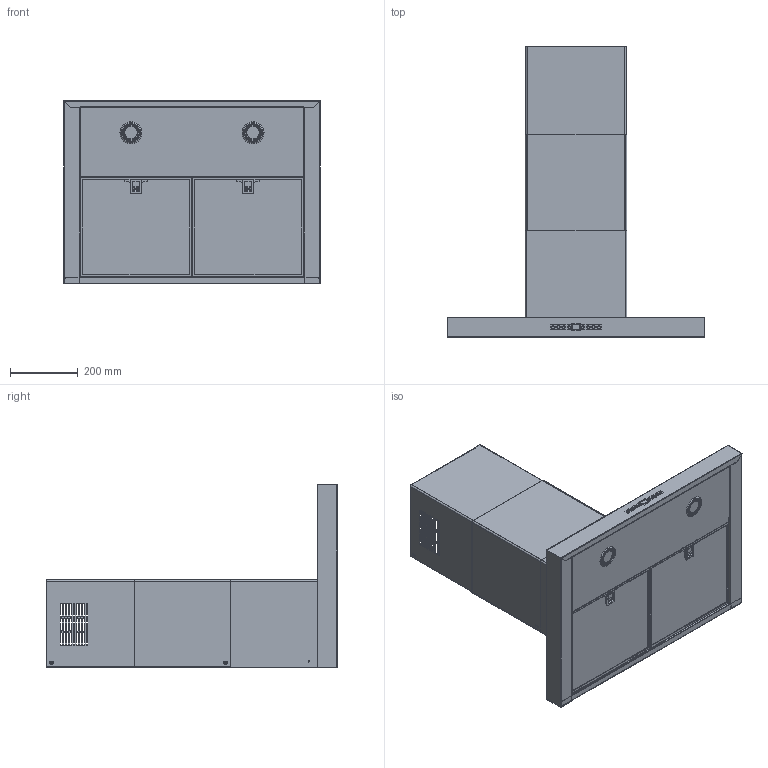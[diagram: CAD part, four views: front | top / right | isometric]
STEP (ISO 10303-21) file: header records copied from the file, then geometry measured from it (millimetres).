
FILE_DESCRIPTION((''),'2;1');
FILE_NAME('28B_720_ASM','2016-06-30T',('MN049'),(''),'PRO/ENGINEER BY PARAMETRIC TECHNOLOGY CORPORATION, 2014200','PRO/ENGINEER BY PARAMETRIC TECHNOLOGY CORPORATION, 2014200','');
FILE_SCHEMA(('CONFIG_CONTROL_DESIGN'));
Length unit declared in the file: millimetre
Products named in the file (15): 28B_002; 28B_702_ASM; 28B_717_ASM; K14_011; K18_003; K18_700_ASM; 28B_004; FIG_030; CME_057; CME_705_ASM; CWA_000B; CWA_4008; CWA_8013_ASM; 28B_712_ASM; 28B_720_ASM
Assembly tree (23 placements, depth 5):
  28B_720_ASM
    28B_712_ASM
      28B_717_ASM
        28B_702_ASM
          28B_002
      K18_700_ASM
        K14_011  x8
        K18_003
      28B_004
      FIG_030  x2
      CME_705_ASM  x2
        CME_057
      CWA_8013_ASM
        CWA_000B
        CWA_4008
Bounding box: 758 x 860.73 x 540.7 mm (x, y, z)
Volume: 1423568.4 mm3; surface area: 3874051.1 mm2
Topology: 25 solids, 25 shells, 2766 faces, 6902 edges, 4260 vertices
Faces by surface type: plane 1490, cylinder 1016, torus 124, bspline 76, cone 44, sphere 16
Entity records: 64858 total; most frequent: CARTESIAN_POINT 13481, DIRECTION 10862, ORIENTED_EDGE 10456, EDGE_CURVE 5228, AXIS2_PLACEMENT_3D 3689, VECTOR 3484, LINE 3484, VERTEX_POINT 3200
